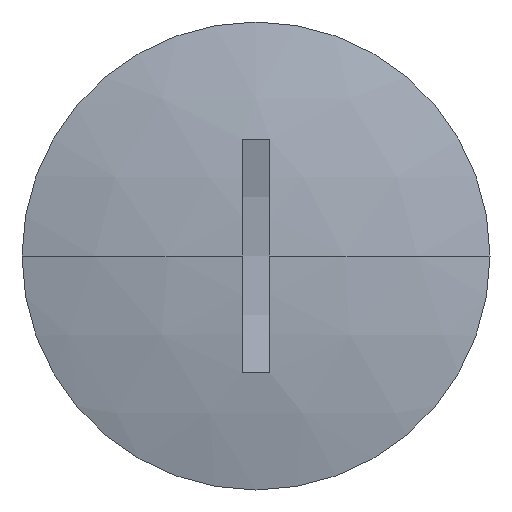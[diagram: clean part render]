
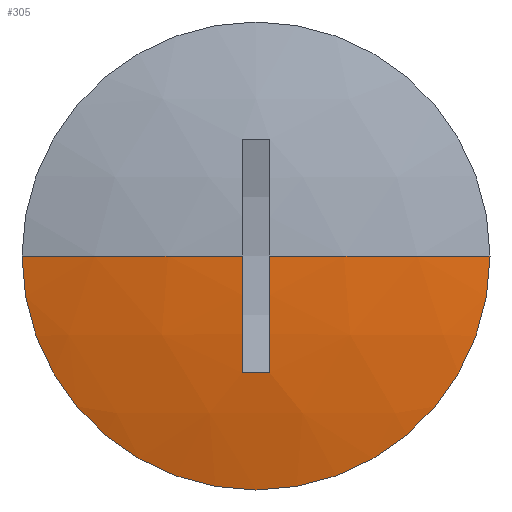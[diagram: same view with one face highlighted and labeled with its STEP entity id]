
A CAD part, left-side view. The second image highlights one B-rep face of the part: STEP entity #305.
In plain terms, the highlighted spherical face has radius 63.767 mm.
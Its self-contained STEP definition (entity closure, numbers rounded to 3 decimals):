
#15 = CARTESIAN_POINT ( 'NONE',  ( 51.759, 0., 0. ) ) ;
#22 = DIRECTION ( 'NONE',  ( 0., -1., 0. ) ) ;
#39 = ORIENTED_EDGE ( 'NONE', *, *, #465, .T. ) ;
#42 = DIRECTION ( 'NONE',  ( 0., -1., 0. ) ) ;
#46 = EDGE_CURVE ( 'NONE', #117, #283, #59, .T. ) ;
#51 = VERTEX_POINT ( 'NONE', #344 ) ;
#52 = ORIENTED_EDGE ( 'NONE', *, *, #46, .F. ) ;
#59 = CIRCLE ( 'NONE', #355, 63.767 ) ;
#71 = VERTEX_POINT ( 'NONE', #432 ) ;
#79 = CARTESIAN_POINT ( 'NONE',  ( -11.433, -1., -8.484 ) ) ;
#84 = SPHERICAL_SURFACE ( 'NONE', #521, 63.767 ) ;
#87 = CARTESIAN_POINT ( 'NONE',  ( -9.7, 17., 0. ) ) ;
#99 = AXIS2_PLACEMENT_3D ( 'NONE', #482, #431, #389 ) ;
#100 = CIRCLE ( 'NONE', #451, 63.767 ) ;
#117 = VERTEX_POINT ( 'NONE', #87 ) ;
#140 = CARTESIAN_POINT ( 'NONE',  ( -11.441, -0.333, -8.505 ) ) ;
#148 = FACE_OUTER_BOUND ( 'NONE', #375, .T. ) ;
#151 = EDGE_CURVE ( 'NONE', #71, #236, #257, .T. ) ;
#154 = CIRCLE ( 'NONE', #183, 63.759 ) ;
#157 = CARTESIAN_POINT ( 'NONE',  ( -12., 1., 0. ) ) ;
#183 = AXIS2_PLACEMENT_3D ( 'NONE', #211, #22, #396 ) ;
#211 = CARTESIAN_POINT ( 'NONE',  ( 51.759, 1., 0. ) ) ;
#223 = ORIENTED_EDGE ( 'NONE', *, *, #409, .T. ) ;
#229 = EDGE_CURVE ( 'NONE', #117, #51, #519, .T. ) ;
#236 = VERTEX_POINT ( 'NONE', #79 ) ;
#257 = B_SPLINE_CURVE_WITH_KNOTS ( 'NONE', 3,
 ( #445, #399, #140, #266 ),
 .UNSPECIFIED., .F., .F.,
 ( 4, 4 ),
 ( 0., 0.002 ),
 .UNSPECIFIED. ) ;
#266 = CARTESIAN_POINT ( 'NONE',  ( -11.433, -1., -8.484 ) ) ;
#283 = VERTEX_POINT ( 'NONE', #157 ) ;
#298 = DIRECTION ( 'NONE',  ( 0., 0., 1. ) ) ;
#305 = ADVANCED_FACE ( 'NONE', ( #148 ), #84, .T. ) ;
#315 = DIRECTION ( 'NONE',  ( 0., 1., 0. ) ) ;
#344 = CARTESIAN_POINT ( 'NONE',  ( -9.7, -17., 0. ) ) ;
#347 = ORIENTED_EDGE ( 'NONE', *, *, #534, .F. ) ;
#355 = AXIS2_PLACEMENT_3D ( 'NONE', #15, #298, #434 ) ;
#364 = CARTESIAN_POINT ( 'NONE',  ( 51.759, 0., 0. ) ) ;
#375 = EDGE_LOOP ( 'NONE', ( #394, #223, #39, #417, #347, #52 ) ) ;
#389 = DIRECTION ( 'NONE',  ( 0., 0., 1. ) ) ;
#394 = ORIENTED_EDGE ( 'NONE', *, *, #229, .T. ) ;
#395 = VERTEX_POINT ( 'NONE', #401 ) ;
#396 = DIRECTION ( 'NONE',  ( 0., 0., 1. ) ) ;
#399 = CARTESIAN_POINT ( 'NONE',  ( -11.441, 0.333, -8.505 ) ) ;
#401 = CARTESIAN_POINT ( 'NONE',  ( -12., -1., 0. ) ) ;
#402 = CARTESIAN_POINT ( 'NONE',  ( -9.7, 0., 0. ) ) ;
#409 = EDGE_CURVE ( 'NONE', #51, #395, #100, .T. ) ;
#412 = AXIS2_PLACEMENT_3D ( 'NONE', #402, #468, #42 ) ;
#417 = ORIENTED_EDGE ( 'NONE', *, *, #151, .F. ) ;
#431 = DIRECTION ( 'NONE',  ( 0., -1., 0. ) ) ;
#432 = CARTESIAN_POINT ( 'NONE',  ( -11.433, 1., -8.484 ) ) ;
#434 = DIRECTION ( 'NONE',  ( 1., 0., 0. ) ) ;
#445 = CARTESIAN_POINT ( 'NONE',  ( -11.433, 1., -8.484 ) ) ;
#447 = DIRECTION ( 'NONE',  ( 0., 0., -1. ) ) ;
#451 = AXIS2_PLACEMENT_3D ( 'NONE', #364, #529, #535 ) ;
#465 = EDGE_CURVE ( 'NONE', #395, #236, #522, .T. ) ;
#468 = DIRECTION ( 'NONE',  ( -1., 0., 0. ) ) ;
#482 = CARTESIAN_POINT ( 'NONE',  ( 51.759, -1., 0. ) ) ;
#500 = CARTESIAN_POINT ( 'NONE',  ( 51.759, 0., 0. ) ) ;
#519 = CIRCLE ( 'NONE', #412, 17. ) ;
#521 = AXIS2_PLACEMENT_3D ( 'NONE', #500, #447, #315 ) ;
#522 = CIRCLE ( 'NONE', #99, 63.759 ) ;
#529 = DIRECTION ( 'NONE',  ( 0., 0., -1. ) ) ;
#534 = EDGE_CURVE ( 'NONE', #283, #71, #154, .T. ) ;
#535 = DIRECTION ( 'NONE',  ( 0., 1., 0. ) ) ;
